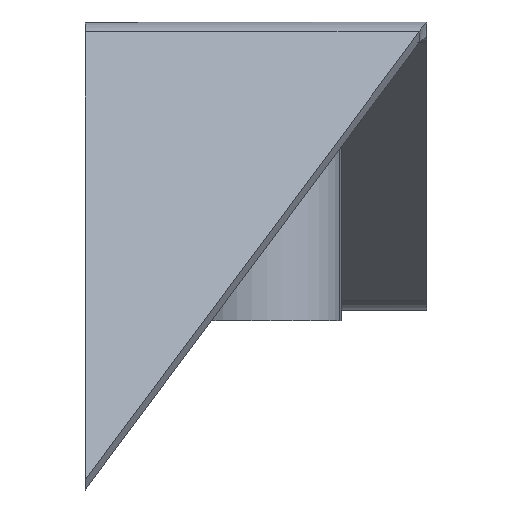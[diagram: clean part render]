
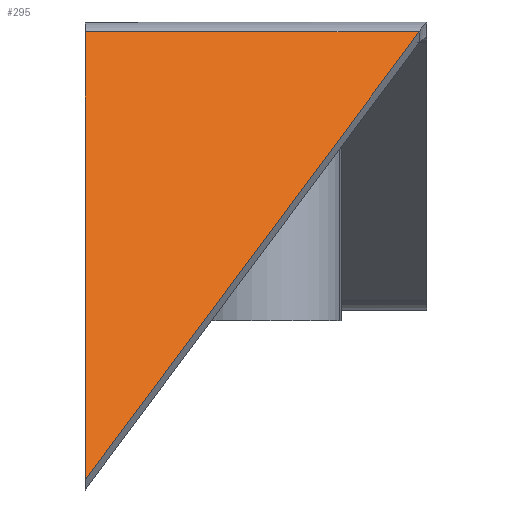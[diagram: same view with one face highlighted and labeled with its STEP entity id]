
A CAD part, left-side view. The second image highlights one B-rep face of the part: STEP entity #295.
In plain terms, the highlighted planar face has unit normal (-0.643, 0, 0.766).
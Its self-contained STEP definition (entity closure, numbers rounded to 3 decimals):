
#264=CARTESIAN_POINT('POINT11',(-6.418,
   6.,-0.351));
#265=VERTEX_POINT('VERTEX11',#264);
#266=CARTESIAN_POINT('POINT12',(-25.151,
   6.,-16.07));
#267=VERTEX_POINT('VERTEX12',#266);
#268=CARTESIAN_POINT('POS16',(-9.193,
   6.,-2.68));
#269=DIRECTION('DIR23',(-0.766,0.,
   -0.643));
#270=VECTOR('VEC9',#269,1.);
#271=LINE('STRAIGHT9',#268,#270);
#272=EDGE_CURVE('EDGE17',#265,#267,#271,.T.);
#273=ORIENTED_EDGE('COEDGE27',*,*,#272,.T.);
#274=CARTESIAN_POINT('POINT13',(-6.418,
   -5.738,-0.351));
#275=VERTEX_POINT('VERTEX13',#274);
#276=CARTESIAN_POINT('POS17',(-15.785,
   0.131,-8.21));
#277=DIRECTION('DIR24',(0.691,-0.433,
   0.579));
#278=VECTOR('VEC10',#277,1.);
#279=LINE('STRAIGHT10',#276,#278);
#280=EDGE_CURVE('EDGE18',#267,#275,#279,.T.);
#281=ORIENTED_EDGE('COEDGE28',*,*,#280,.T.);
#282=CARTESIAN_POINT('POS18',(-6.418,
   3.6,-0.351));
#283=DIRECTION('DIR25',(0.,-1.,
   0.));
#284=VECTOR('VEC11',#283,1.);
#285=LINE('STRAIGHT11',#282,#284);
#286=EDGE_CURVE('EDGE19',#275,#265,#285,.F.);
#287=ORIENTED_EDGE('COEDGE29',*,*,#286,.T.);
#288=EDGE_LOOP('NONE',(#273,#281,#287));
#289=FACE_BOUND('LOOP1',#288,.T.);
#290=CARTESIAN_POINT('POS19',(-15.785,
   0.131,-8.21));
#291=DIRECTION('DIR26',(-0.643,0.,
   0.766));
#292=DIRECTION('DIR27',(0.766,0.,
   0.643));
#293=AXIS2_PLACEMENT_3D('AXIS8',#290,#291,#292);
#294=PLANE('PLANE5',#293);
#295=ADVANCED_FACE('FACE8',(#289),#294,.T.);
